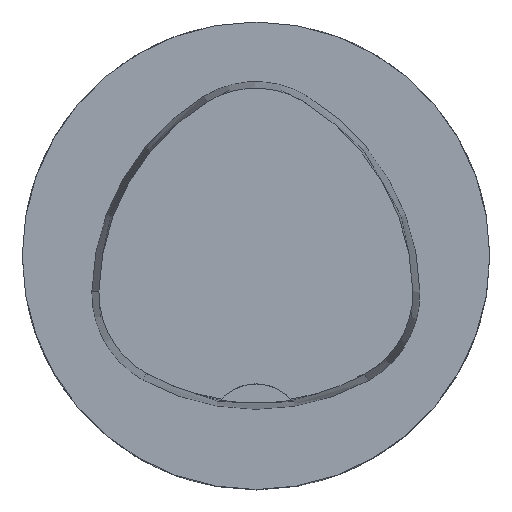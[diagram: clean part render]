
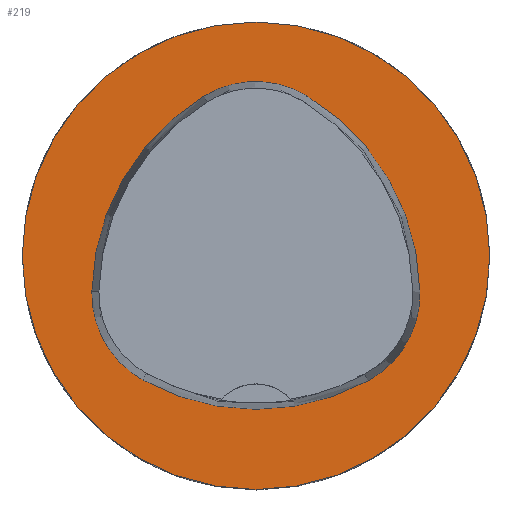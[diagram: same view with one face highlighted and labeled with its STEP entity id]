
A CAD part, top view. The second image highlights one B-rep face of the part: STEP entity #219.
In plain terms, the highlighted planar face has unit normal (0, 0, 1).
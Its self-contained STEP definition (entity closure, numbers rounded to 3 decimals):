
#219=ADVANCED_FACE('',(#421,#422),#263,.T.);
#263=PLANE('',#1222);
#421=FACE_BOUND('',#469,.T.);
#422=FACE_BOUND('',#470,.T.);
#469=EDGE_LOOP('',(#669,#670,#671,#672,#673,#674));
#470=EDGE_LOOP('',(#675));
#669=ORIENTED_EDGE('',*,*,#981,.T.);
#670=ORIENTED_EDGE('',*,*,#961,.T.);
#671=ORIENTED_EDGE('',*,*,#965,.T.);
#672=ORIENTED_EDGE('',*,*,#968,.T.);
#673=ORIENTED_EDGE('',*,*,#971,.T.);
#674=ORIENTED_EDGE('',*,*,#979,.T.);
#675=ORIENTED_EDGE('',*,*,#984,.F.);
#846=VERTEX_POINT('',#1869);
#847=VERTEX_POINT('',#1870);
#850=VERTEX_POINT('',#1878);
#852=VERTEX_POINT('',#1884);
#854=VERTEX_POINT('',#1890);
#861=VERTEX_POINT('',#1911);
#862=VERTEX_POINT('',#1921);
#961=EDGE_CURVE('',#846,#847,#1046,.T.);
#965=EDGE_CURVE('',#847,#850,#1048,.T.);
#968=EDGE_CURVE('',#850,#852,#1050,.T.);
#971=EDGE_CURVE('',#852,#854,#1052,.T.);
#979=EDGE_CURVE('',#854,#861,#1056,.T.);
#981=EDGE_CURVE('',#861,#846,#1058,.T.);
#984=EDGE_CURVE('',#862,#862,#1061,.T.);
#1046=CIRCLE('',#1199,20.);
#1048=CIRCLE('',#1202,8.5);
#1050=CIRCLE('',#1205,20.);
#1052=CIRCLE('',#1208,8.5);
#1056=CIRCLE('',#1213,20.);
#1058=CIRCLE('',#1216,8.5);
#1061=CIRCLE('',#1221,20.);
#1199=AXIS2_PLACEMENT_3D('',#1868,#1420,#1421);
#1202=AXIS2_PLACEMENT_3D('',#1877,#1428,#1429);
#1205=AXIS2_PLACEMENT_3D('',#1883,#1435,#1436);
#1208=AXIS2_PLACEMENT_3D('',#1889,#1442,#1443);
#1213=AXIS2_PLACEMENT_3D('',#1912,#1454,#1455);
#1216=AXIS2_PLACEMENT_3D('',#1915,#1460,#1461);
#1221=AXIS2_PLACEMENT_3D('',#1920,#1470,#1471);
#1222=AXIS2_PLACEMENT_3D('',#1922,#1472,#1473);
#1420=DIRECTION('',(0.,0.,-1.));
#1421=DIRECTION('',(-1.,0.,0.));
#1428=DIRECTION('',(0.,0.,-1.));
#1429=DIRECTION('',(-1.,0.,0.));
#1435=DIRECTION('',(0.,0.,-1.));
#1436=DIRECTION('',(-1.,0.,0.));
#1442=DIRECTION('',(0.,0.,-1.));
#1443=DIRECTION('',(-1.,0.,0.));
#1454=DIRECTION('',(0.,0.,-1.));
#1455=DIRECTION('',(-1.,0.,0.));
#1460=DIRECTION('',(0.,0.,-1.));
#1461=DIRECTION('',(-1.,0.,0.));
#1470=DIRECTION('',(0.,0.,-1.));
#1471=DIRECTION('',(-1.,0.,0.));
#1472=DIRECTION('',(0.,0.,1.));
#1473=DIRECTION('',(1.,0.,0.));
#1868=CARTESIAN_POINT('',(5.955,-3.414,0.));
#1869=CARTESIAN_POINT('',(-14.041,-3.042,0.));
#1870=CARTESIAN_POINT('',(-4.472,13.653,0.));
#1877=CARTESIAN_POINT('',(-0.04,6.4,0.));
#1878=CARTESIAN_POINT('',(4.347,13.68,0.));
#1883=CARTESIAN_POINT('',(-5.976,-3.45,0.));
#1884=CARTESIAN_POINT('',(14.021,-3.075,0.));
#1889=CARTESIAN_POINT('',(5.522,-3.235,0.));
#1890=CARTESIAN_POINT('',(9.588,-10.699,0.));
#1911=CARTESIAN_POINT('',(-9.655,-10.639,0.));
#1912=CARTESIAN_POINT('',(0.022,6.864,0.));
#1915=CARTESIAN_POINT('',(-5.543,-3.2,0.));
#1920=CARTESIAN_POINT('',(0.,0.,
0.));
#1921=CARTESIAN_POINT('',(-20.,0.,0.));
#1922=CARTESIAN_POINT('',(0.,0.,
0.));
